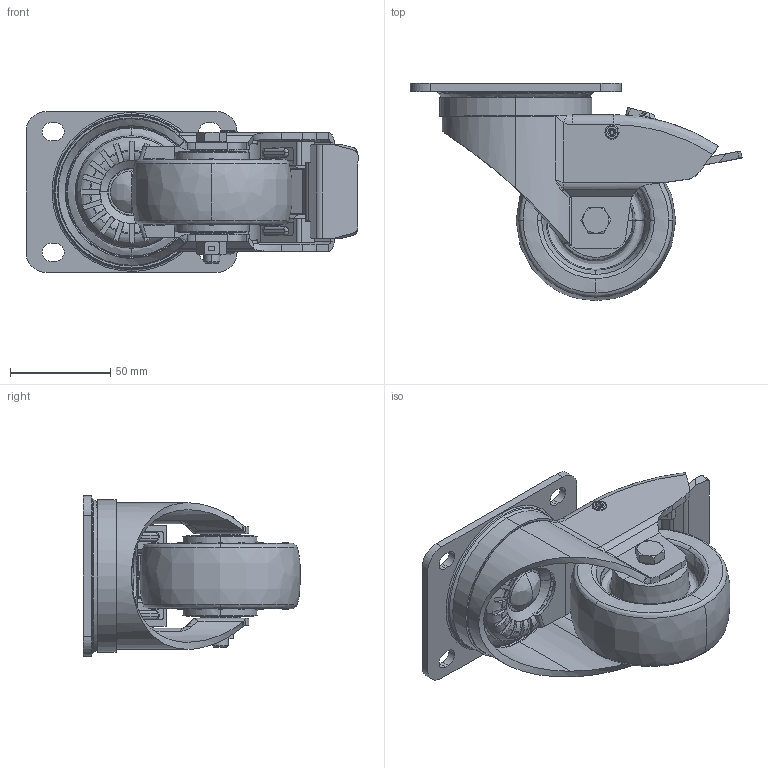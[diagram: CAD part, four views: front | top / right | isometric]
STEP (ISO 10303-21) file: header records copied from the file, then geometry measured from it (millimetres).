
FILE_DESCRIPTION (( 'STEP AP214' ), '1' );
FILE_NAME ('0020323_L-IM-TPKH-080-K-3-DSN.STEP', '2016-11-07T10:01:43', ( '' ), ( '' ), 'SwSTEP 2.0', 'SolidWorks 2016', '' );
FILE_SCHEMA (( 'AUTOMOTIVE_DESIGN' ));
Length unit declared in the file: millimetre
Products named in the file (1): 0020323_L-IM-TPKH-080-K-3-DSN
Bounding box: 165.19 x 107.99 x 80 mm (x, y, z)
Surface area: 127584.4 mm2 (no closed solid volume)
Topology: 0 solids, 24 shells, 1139 faces, 2943 edges, 1871 vertices
Faces by surface type: plane 561, cylinder 264, bspline 192, cone 96, torus 26
Entity records: 58396 total; most frequent: CARTESIAN_POINT 18861, ORIENTED_EDGE 5832, DIRECTION 5328, EDGE_CURVE 2936, AXIS2_PLACEMENT_3D 1878, VERTEX_POINT 1871, VECTOR 1572, LINE 1572
